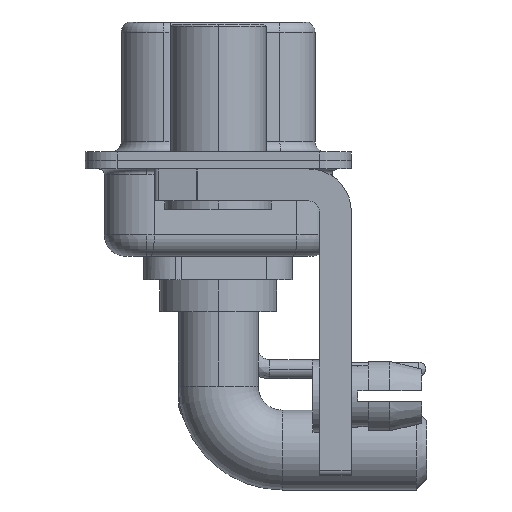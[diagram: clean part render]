
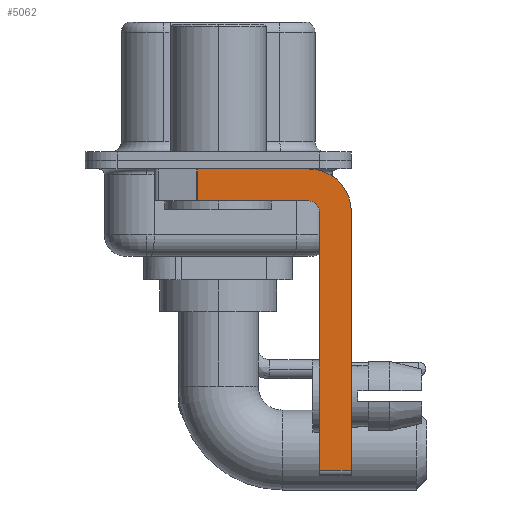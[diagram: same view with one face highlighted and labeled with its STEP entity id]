
A CAD part, left-side view. The second image highlights one B-rep face of the part: STEP entity #5062.
In plain terms, the highlighted planar face has unit normal (-1, 0, 0).
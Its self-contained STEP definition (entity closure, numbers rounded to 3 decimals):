
#61 = LINE ( 'NONE', #3785, #12294 ) ;
#67 = DIRECTION ( 'NONE',  ( 0., 0., -1. ) ) ;
#122 = LINE ( 'NONE', #2229, #14753 ) ;
#296 = CIRCLE ( 'NONE', #17321, 2. ) ;
#307 = CARTESIAN_POINT ( 'NONE',  ( -2.9, -4.25, -2.4 ) ) ;
#1223 = CARTESIAN_POINT ( 'NONE',  ( -2.9, -4.75, -14.8 ) ) ;
#1540 = ORIENTED_EDGE ( 'NONE', *, *, #2003, .F. ) ;
#1744 = CARTESIAN_POINT ( 'NONE',  ( -2.9, -4.75, -2.4 ) ) ;
#2003 = EDGE_CURVE ( 'NONE', #2428, #20519, #22537, .T. ) ;
#2229 = CARTESIAN_POINT ( 'NONE',  ( -2.9, 3., -0.4 ) ) ;
#2428 = VERTEX_POINT ( 'NONE', #1744 ) ;
#2472 = LINE ( 'NONE', #11533, #12382 ) ;
#2515 = EDGE_CURVE ( 'NONE', #3892, #17950, #122, .T. ) ;
#2544 = EDGE_CURVE ( 'NONE', #6510, #6108, #2472, .T. ) ;
#3025 = AXIS2_PLACEMENT_3D ( 'NONE', #307, #23095, #67 ) ;
#3156 = VECTOR ( 'NONE', #7412, 1000. ) ;
#3332 = CARTESIAN_POINT ( 'NONE',  ( -2.9, 0.978, -1.9 ) ) ;
#3785 = CARTESIAN_POINT ( 'NONE',  ( -2.9, -4.25, -14.55 ) ) ;
#3892 = VERTEX_POINT ( 'NONE', #18763 ) ;
#3994 = EDGE_CURVE ( 'NONE', #20519, #12512, #6133, .T. ) ;
#4843 = ORIENTED_EDGE ( 'NONE', *, *, #5157, .F. ) ;
#5062 = ADVANCED_FACE ( 'NONE', ( #5417 ), #13102, .F. ) ;
#5157 = EDGE_CURVE ( 'NONE', #17950, #6510, #296, .T. ) ;
#5417 = FACE_OUTER_BOUND ( 'NONE', #12772, .T. ) ;
#6108 = VERTEX_POINT ( 'NONE', #9720 ) ;
#6133 = LINE ( 'NONE', #13676, #10455 ) ;
#6510 = VERTEX_POINT ( 'NONE', #17241 ) ;
#6659 = VECTOR ( 'NONE', #16094, 1000. ) ;
#6756 = AXIS2_PLACEMENT_3D ( 'NONE', #16561, #12597, #16443 ) ;
#7412 = DIRECTION ( 'NONE',  ( 0., 0., 1. ) ) ;
#7657 = ORIENTED_EDGE ( 'NONE', *, *, #12088, .T. ) ;
#7946 = EDGE_CURVE ( 'NONE', #3892, #12512, #14736, .T. ) ;
#9720 = CARTESIAN_POINT ( 'NONE',  ( -2.9, -6.25, -14.55 ) ) ;
#10455 = VECTOR ( 'NONE', #12180, 1000. ) ;
#11343 = DIRECTION ( 'NONE',  ( 0., -1., 0. ) ) ;
#11402 = DIRECTION ( 'NONE',  ( 0., 0., -1. ) ) ;
#11479 = DIRECTION ( 'NONE',  ( 0., 0., -1. ) ) ;
#11533 = CARTESIAN_POINT ( 'NONE',  ( -2.9, -6.25, -2.4 ) ) ;
#12002 = VERTEX_POINT ( 'NONE', #18782 ) ;
#12088 = EDGE_CURVE ( 'NONE', #12002, #6108, #61, .T. ) ;
#12180 = DIRECTION ( 'NONE',  ( 0., 1., 0. ) ) ;
#12294 = VECTOR ( 'NONE', #11343, 1000. ) ;
#12382 = VECTOR ( 'NONE', #11402, 1000. ) ;
#12512 = VERTEX_POINT ( 'NONE', #18633 ) ;
#12597 = DIRECTION ( 'NONE',  ( -1., 0., 0. ) ) ;
#12772 = EDGE_LOOP ( 'NONE', ( #17076, #18926, #17488, #1540, #15051, #7657, #19345, #4843 ) ) ;
#13102 = PLANE ( 'NONE',  #3025 ) ;
#13337 = DIRECTION ( 'NONE',  ( 1., 0., 0. ) ) ;
#13676 = CARTESIAN_POINT ( 'NONE',  ( -2.9, -4.25, -1.9 ) ) ;
#14736 = LINE ( 'NONE', #3332, #6659 ) ;
#14753 = VECTOR ( 'NONE', #17481, 1000. ) ;
#14789 = CARTESIAN_POINT ( 'NONE',  ( -2.9, -4.25, -1.9 ) ) ;
#15051 = ORIENTED_EDGE ( 'NONE', *, *, #22736, .F. ) ;
#16094 = DIRECTION ( 'NONE',  ( 0., 0., -1. ) ) ;
#16443 = DIRECTION ( 'NONE',  ( 0., 0., 1. ) ) ;
#16561 = CARTESIAN_POINT ( 'NONE',  ( -2.9, -4.25, -2.4 ) ) ;
#17076 = ORIENTED_EDGE ( 'NONE', *, *, #2515, .F. ) ;
#17241 = CARTESIAN_POINT ( 'NONE',  ( -2.9, -6.25, -2.4 ) ) ;
#17321 = AXIS2_PLACEMENT_3D ( 'NONE', #22714, #13337, #11479 ) ;
#17481 = DIRECTION ( 'NONE',  ( 0., -1., 0. ) ) ;
#17488 = ORIENTED_EDGE ( 'NONE', *, *, #3994, .F. ) ;
#17950 = VERTEX_POINT ( 'NONE', #20367 ) ;
#18633 = CARTESIAN_POINT ( 'NONE',  ( -2.9, 0.978, -1.9 ) ) ;
#18763 = CARTESIAN_POINT ( 'NONE',  ( -2.9, 0.978, -0.4 ) ) ;
#18782 = CARTESIAN_POINT ( 'NONE',  ( -2.9, -4.75, -14.55 ) ) ;
#18926 = ORIENTED_EDGE ( 'NONE', *, *, #7946, .T. ) ;
#19345 = ORIENTED_EDGE ( 'NONE', *, *, #2544, .F. ) ;
#20367 = CARTESIAN_POINT ( 'NONE',  ( -2.9, -4.25, -0.4 ) ) ;
#20519 = VERTEX_POINT ( 'NONE', #14789 ) ;
#22367 = LINE ( 'NONE', #1223, #3156 ) ;
#22537 = CIRCLE ( 'NONE', #6756, 0.5 ) ;
#22714 = CARTESIAN_POINT ( 'NONE',  ( -2.9, -4.25, -2.4 ) ) ;
#22736 = EDGE_CURVE ( 'NONE', #12002, #2428, #22367, .T. ) ;
#23095 = DIRECTION ( 'NONE',  ( 1., 0., 0. ) ) ;
